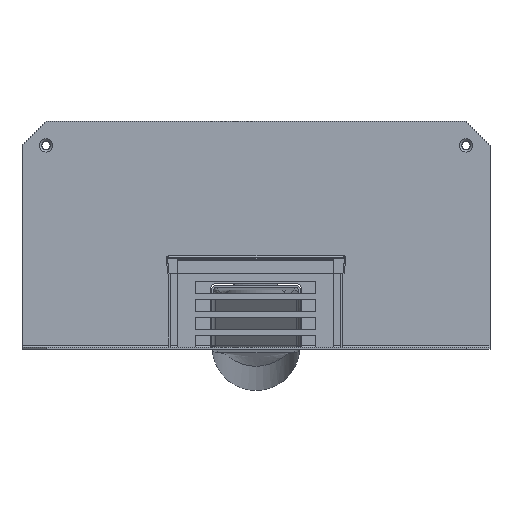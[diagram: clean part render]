
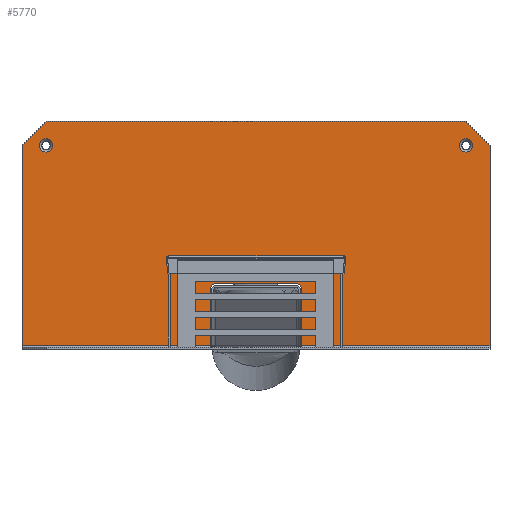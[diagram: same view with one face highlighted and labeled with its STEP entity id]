
A CAD part, left-side view. The second image highlights one B-rep face of the part: STEP entity #5770.
In plain terms, the highlighted planar face has unit normal (-1, 0, 0).
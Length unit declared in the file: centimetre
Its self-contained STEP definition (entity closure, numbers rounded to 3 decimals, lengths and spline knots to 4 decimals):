
#87=FACE_BOUND('',#883,.T.);
#88=FACE_BOUND('',#884,.T.);
#149=CIRCLE('',#6064,5.5);
#155=CIRCLE('',#6073,5.5);
#159=CIRCLE('',#6079,5.);
#162=CIRCLE('',#6084,5.);
#302=PLANE('',#6115);
#566=FACE_OUTER_BOUND('',#882,.T.);
#882=EDGE_LOOP('',(#4217,#4218,#4219,#4220,#4221,#4222,#4223,#4224,#4225,
#4226,#4227,#4228));
#883=EDGE_LOOP('',(#4229));
#884=EDGE_LOOP('',(#4230));
#1235=LINE('',#8082,#1923);
#1239=LINE('',#8094,#1927);
#1248=LINE('',#8119,#1936);
#1254=LINE('',#8134,#1942);
#1255=LINE('',#8137,#1943);
#1259=LINE('',#8148,#1947);
#1261=LINE('',#8152,#1949);
#1265=LINE('',#8160,#1953);
#1267=LINE('',#8163,#1955);
#1274=LINE('',#8175,#1962);
#1923=VECTOR('',#6571,10.);
#1927=VECTOR('',#6583,10.);
#1936=VECTOR('',#6602,10.);
#1942=VECTOR('',#6618,10.);
#1943=VECTOR('',#6621,10.);
#1947=VECTOR('',#6629,10.);
#1949=VECTOR('',#6633,10.);
#1953=VECTOR('',#6639,10.);
#1955=VECTOR('',#6643,1.88);
#1962=VECTOR('',#6656,1.88);
#2615=VERTEX_POINT('',#8042);
#2621=VERTEX_POINT('',#8060);
#2625=VERTEX_POINT('',#8072);
#2626=VERTEX_POINT('',#8073);
#2629=VERTEX_POINT('',#8081);
#2632=VERTEX_POINT('',#8089);
#2633=VERTEX_POINT('',#8093);
#2644=VERTEX_POINT('',#8117);
#2648=VERTEX_POINT('',#8132);
#2649=VERTEX_POINT('',#8136);
#2653=VERTEX_POINT('',#8145);
#2654=VERTEX_POINT('',#8147);
#2655=VERTEX_POINT('',#8151);
#2658=VERTEX_POINT('',#8159);
#3178=EDGE_CURVE('',#2615,#2615,#149,.T.);
#3187=EDGE_CURVE('',#2621,#2621,#155,.T.);
#3193=EDGE_CURVE('',#2625,#2626,#159,.T.);
#3197=EDGE_CURVE('',#2629,#2626,#1235,.T.);
#3201=EDGE_CURVE('',#2629,#2632,#162,.T.);
#3203=EDGE_CURVE('',#2633,#2632,#1239,.T.);
#3216=EDGE_CURVE('',#2625,#2644,#1248,.T.);
#3224=EDGE_CURVE('',#2644,#2648,#1254,.T.);
#3225=EDGE_CURVE('',#2649,#2633,#1255,.T.);
#3230=EDGE_CURVE('',#2653,#2654,#1259,.T.);
#3232=EDGE_CURVE('',#2655,#2654,#1261,.T.);
#3236=EDGE_CURVE('',#2655,#2658,#1265,.T.);
#3238=EDGE_CURVE('',#2658,#2648,#1267,.T.);
#3246=EDGE_CURVE('',#2653,#2649,#1274,.T.);
#4217=ORIENTED_EDGE('',*,*,#3203,.T.);
#4218=ORIENTED_EDGE('',*,*,#3201,.F.);
#4219=ORIENTED_EDGE('',*,*,#3197,.T.);
#4220=ORIENTED_EDGE('',*,*,#3193,.F.);
#4221=ORIENTED_EDGE('',*,*,#3216,.T.);
#4222=ORIENTED_EDGE('',*,*,#3224,.T.);
#4223=ORIENTED_EDGE('',*,*,#3238,.F.);
#4224=ORIENTED_EDGE('',*,*,#3236,.F.);
#4225=ORIENTED_EDGE('',*,*,#3232,.T.);
#4226=ORIENTED_EDGE('',*,*,#3230,.F.);
#4227=ORIENTED_EDGE('',*,*,#3246,.T.);
#4228=ORIENTED_EDGE('',*,*,#3225,.T.);
#4229=ORIENTED_EDGE('',*,*,#3178,.T.);
#4230=ORIENTED_EDGE('',*,*,#3187,.T.);
#5770=ADVANCED_FACE('',(#566,#87,#88),#302,.T.);
#6064=AXIS2_PLACEMENT_3D('',#8043,#6528,#6529);
#6073=AXIS2_PLACEMENT_3D('',#8061,#6549,#6550);
#6079=AXIS2_PLACEMENT_3D('',#8074,#6563,#6564);
#6084=AXIS2_PLACEMENT_3D('',#8090,#6578,#6579);
#6115=AXIS2_PLACEMENT_3D('',#8210,#6693,#6694);
#6528=DIRECTION('center_axis',(1.,0.,0.));
#6529=DIRECTION('ref_axis',(0.,0.,-1.));
#6549=DIRECTION('center_axis',(1.,0.,0.));
#6550=DIRECTION('ref_axis',(0.,0.,-1.));
#6563=DIRECTION('center_axis',(-1.,0.,0.));
#6564=DIRECTION('ref_axis',(0.,-0.707,0.707));
#6571=DIRECTION('',(0.,-1.,0.));
#6578=DIRECTION('center_axis',(-1.,0.,0.));
#6579=DIRECTION('ref_axis',(0.,0.707,0.707));
#6583=DIRECTION('',(0.,0.,1.));
#6602=DIRECTION('',(0.,0.,-1.));
#6618=DIRECTION('',(0.,-1.,0.));
#6621=DIRECTION('',(0.,-1.,0.));
#6629=DIRECTION('',(0.,-0.707,0.707));
#6633=DIRECTION('',(0.,1.,0.));
#6639=DIRECTION('',(0.,-0.707,-0.707));
#6643=DIRECTION('',(0.,0.,-1.));
#6656=DIRECTION('',(0.,0.,-1.));
#6693=DIRECTION('center_axis',(-1.,0.,0.));
#6694=DIRECTION('ref_axis',(0.,0.,1.));
#8042=CARTESIAN_POINT('',(398.,-175.,175.5));
#8043=CARTESIAN_POINT('Origin',(398.,-175.,170.));
#8060=CARTESIAN_POINT('',(398.,175.,175.5));
#8061=CARTESIAN_POINT('Origin',(398.,175.,170.));
#8072=CARTESIAN_POINT('',(398.,-38.,50.));
#8073=CARTESIAN_POINT('',(398.,-33.,55.));
#8074=CARTESIAN_POINT('Origin',(398.,-33.,50.));
#8081=CARTESIAN_POINT('',(398.,33.,55.));
#8082=CARTESIAN_POINT('',(398.,0.,55.));
#8089=CARTESIAN_POINT('',(398.,38.,50.));
#8090=CARTESIAN_POINT('Origin',(398.,33.,50.));
#8093=CARTESIAN_POINT('',(398.,38.,3.));
#8094=CARTESIAN_POINT('',(398.,38.,47.5117));
#8117=CARTESIAN_POINT('',(398.,-38.,3.));
#8119=CARTESIAN_POINT('',(398.,-38.,47.5117));
#8132=CARTESIAN_POINT('',(398.,-195.,3.));
#8134=CARTESIAN_POINT('',(398.,0.,3.));
#8136=CARTESIAN_POINT('',(398.,195.,3.));
#8137=CARTESIAN_POINT('',(398.,0.,3.));
#8145=CARTESIAN_POINT('',(398.,195.,170.));
#8147=CARTESIAN_POINT('',(398.,175.,190.));
#8148=CARTESIAN_POINT('',(398.,159.9941,205.0059));
#8151=CARTESIAN_POINT('',(398.,-175.,190.));
#8152=CARTESIAN_POINT('',(398.,-195.,190.));
#8159=CARTESIAN_POINT('',(398.,-195.,170.));
#8160=CARTESIAN_POINT('',(398.,-159.9941,205.0059));
#8163=CARTESIAN_POINT('',(398.,-195.,-2.9062));
#8175=CARTESIAN_POINT('',(398.,195.,-2.9062));
#8210=CARTESIAN_POINT('Origin',(398.,155.,140.));
